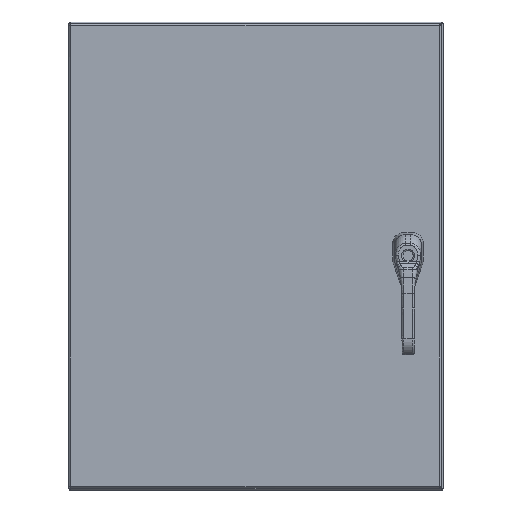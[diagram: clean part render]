
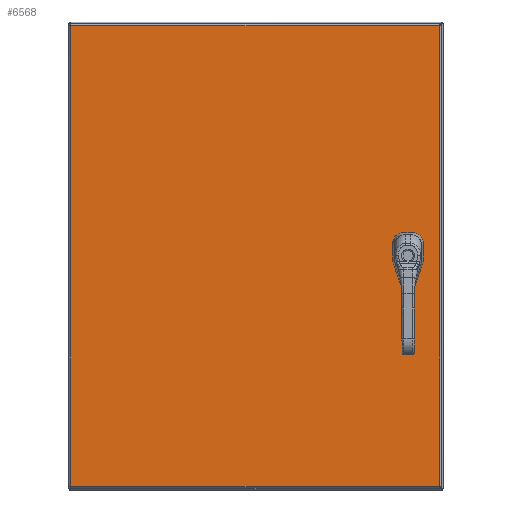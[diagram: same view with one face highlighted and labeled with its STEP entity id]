
A CAD part, top view. The second image highlights one B-rep face of the part: STEP entity #6568.
In plain terms, the highlighted face is planar.
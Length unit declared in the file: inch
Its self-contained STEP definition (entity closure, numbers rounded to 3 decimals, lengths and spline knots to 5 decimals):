
#4891=CARTESIAN_POINT('',(2.33762,15.275,0.0));
#4892=VERTEX_POINT('',#4891);
#4899=CARTESIAN_POINT('',(2.525,15.08762,0.0));
#4900=VERTEX_POINT('',#4899);
#4901=CARTESIAN_POINT('',(2.125,14.875,0.0));
#4902=DIRECTION('',(0.0,0.0,1.0));
#4903=DIRECTION('',(-0.469,-0.883,0.0));
#4904=AXIS2_PLACEMENT_3D('',#4901,#4902,#4903);
#4905=CIRCLE('',#4904,0.453);
#4906=EDGE_CURVE('',#4900,#4892,#4905,.T.);
#4931=CARTESIAN_POINT('',(2.525,14.66238,0.0));
#4932=VERTEX_POINT('',#4931);
#4933=CARTESIAN_POINT('',(2.525,14.66238,0.0));
#4934=DIRECTION('',(0.0,1.0,0.0));
#4935=VECTOR('',#4934,0.42525);
#4936=LINE('',#4933,#4935);
#4937=EDGE_CURVE('',#4932,#4900,#4936,.T.);
#4963=CARTESIAN_POINT('',(2.33762,14.475,0.0));
#4964=VERTEX_POINT('',#4963);
#4965=CARTESIAN_POINT('',(2.125,14.875,0.0));
#4966=DIRECTION('',(0.0,0.0,1.0));
#4967=DIRECTION('',(-0.883,0.469,0.0));
#4968=AXIS2_PLACEMENT_3D('',#4965,#4966,#4967);
#4969=CIRCLE('',#4968,0.453);
#4970=EDGE_CURVE('',#4964,#4932,#4969,.T.);
#4995=CARTESIAN_POINT('',(1.91238,14.475,0.0));
#4996=VERTEX_POINT('',#4995);
#4997=CARTESIAN_POINT('',(1.91238,14.475,0.0));
#4998=DIRECTION('',(1.0,0.0,0.0));
#4999=VECTOR('',#4998,0.42525);
#5000=LINE('',#4997,#4999);
#5001=EDGE_CURVE('',#4996,#4964,#5000,.T.);
#5027=CARTESIAN_POINT('',(1.725,14.66238,0.0));
#5028=VERTEX_POINT('',#5027);
#5029=CARTESIAN_POINT('',(2.125,14.875,0.0));
#5030=DIRECTION('',(0.0,0.0,1.0));
#5031=DIRECTION('',(0.469,0.883,0.0));
#5032=AXIS2_PLACEMENT_3D('',#5029,#5030,#5031);
#5033=CIRCLE('',#5032,0.453);
#5034=EDGE_CURVE('',#5028,#4996,#5033,.T.);
#5059=CARTESIAN_POINT('',(1.725,15.08762,0.0));
#5060=VERTEX_POINT('',#5059);
#5061=CARTESIAN_POINT('',(1.725,15.08762,0.0));
#5062=DIRECTION('',(0.0,-1.0,0.0));
#5063=VECTOR('',#5062,0.42525);
#5064=LINE('',#5061,#5063);
#5065=EDGE_CURVE('',#5060,#5028,#5064,.T.);
#5091=CARTESIAN_POINT('',(1.91238,15.275,0.0));
#5092=VERTEX_POINT('',#5091);
#5093=CARTESIAN_POINT('',(2.125,14.875,0.0));
#5094=DIRECTION('',(0.0,0.0,1.0));
#5095=DIRECTION('',(0.883,-0.469,0.0));
#5096=AXIS2_PLACEMENT_3D('',#5093,#5094,#5095);
#5097=CIRCLE('',#5096,0.453);
#5098=EDGE_CURVE('',#5092,#5060,#5097,.T.);
#5121=CARTESIAN_POINT('',(2.33762,15.275,0.0));
#5122=DIRECTION('',(-1.0,0.0,0.0));
#5123=VECTOR('',#5122,0.42525);
#5124=LINE('',#5121,#5123);
#5125=EDGE_CURVE('',#4892,#5092,#5124,.T.);
#5576=CARTESIAN_POINT('',(23.76975,0.10525,0.));
#5577=VERTEX_POINT('',#5576);
#5588=CARTESIAN_POINT('',(23.76975,29.64475,0.));
#5589=VERTEX_POINT('',#5588);
#5590=CARTESIAN_POINT('',(23.76975,29.64475,0.0));
#5591=DIRECTION('',(0.0,-1.0,0.0));
#5592=VECTOR('',#5591,29.5395);
#5593=LINE('',#5590,#5592);
#5594=EDGE_CURVE('',#5589,#5577,#5593,.T.);
#5746=CARTESIAN_POINT('',(0.10525,0.10525,0.));
#5747=VERTEX_POINT('',#5746);
#5758=CARTESIAN_POINT('',(23.76975,0.10525,0.0));
#5759=DIRECTION('',(-1.0,0.0,0.0));
#5760=VECTOR('',#5759,23.6645);
#5761=LINE('',#5758,#5760);
#5762=EDGE_CURVE('',#5577,#5747,#5761,.T.);
#6023=CARTESIAN_POINT('',(0.10525,29.64475,0.));
#6024=VERTEX_POINT('',#6023);
#6035=CARTESIAN_POINT('',(0.10525,0.10525,0.0));
#6036=DIRECTION('',(0.0,1.0,0.0));
#6037=VECTOR('',#6036,29.5395);
#6038=LINE('',#6035,#6037);
#6039=EDGE_CURVE('',#5747,#6024,#6038,.T.);
#6304=CARTESIAN_POINT('',(0.10525,29.64475,0.0));
#6305=DIRECTION('',(1.0,0.0,0.0));
#6306=VECTOR('',#6305,23.6645);
#6307=LINE('',#6304,#6306);
#6308=EDGE_CURVE('',#6024,#5589,#6307,.T.);
#6547=CARTESIAN_POINT('',(11.9375,14.875,0.0));
#6548=DIRECTION('',(0.0,0.0,1.0));
#6549=DIRECTION('',(1.0,0.0,0.0));
#6550=AXIS2_PLACEMENT_3D('',#6547,#6548,#6549);
#6551=PLANE('',#6550);
#6552=ORIENTED_EDGE('',*,*,#5594,.T.);
#6553=ORIENTED_EDGE('',*,*,#5762,.T.);
#6554=ORIENTED_EDGE('',*,*,#6039,.T.);
#6555=ORIENTED_EDGE('',*,*,#6308,.T.);
#6556=EDGE_LOOP('',(#6552,#6553,#6554,#6555));
#6557=FACE_OUTER_BOUND('',#6556,.T.);
#6558=ORIENTED_EDGE('',*,*,#4906,.T.);
#6559=ORIENTED_EDGE('',*,*,#5125,.T.);
#6560=ORIENTED_EDGE('',*,*,#5098,.T.);
#6561=ORIENTED_EDGE('',*,*,#5065,.T.);
#6562=ORIENTED_EDGE('',*,*,#5034,.T.);
#6563=ORIENTED_EDGE('',*,*,#5001,.T.);
#6564=ORIENTED_EDGE('',*,*,#4970,.T.);
#6565=ORIENTED_EDGE('',*,*,#4937,.T.);
#6566=EDGE_LOOP('',(#6558,#6559,#6560,#6561,#6562,#6563,#6564,#6565));
#6567=FACE_BOUND('',#6566,.T.);
#6568=ADVANCED_FACE('',(#6557,#6567),#6551,.F.);
